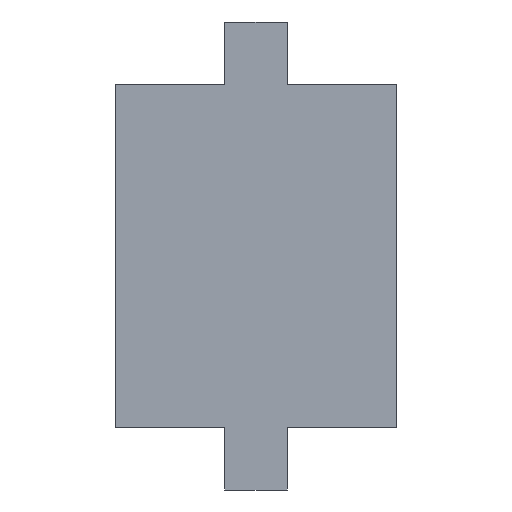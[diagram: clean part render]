
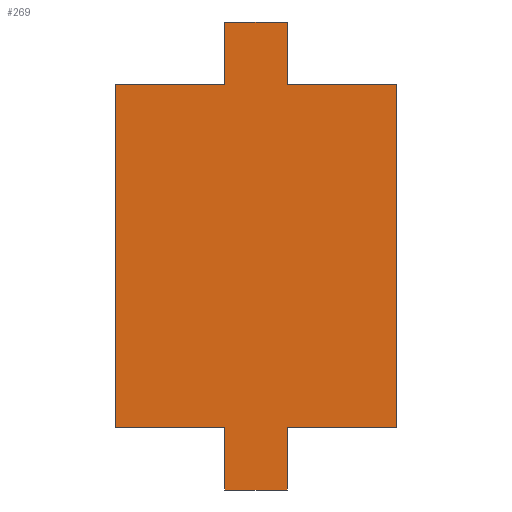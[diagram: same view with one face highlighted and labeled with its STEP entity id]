
A CAD part, front view. The second image highlights one B-rep face of the part: STEP entity #269.
In plain terms, the highlighted planar face has unit normal (0, -1, 0).
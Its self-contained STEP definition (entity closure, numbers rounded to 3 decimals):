
#23=FACE_OUTER_BOUND('',#37,.T.);
#37=EDGE_LOOP('',(#206,#207,#208,#209,#210,#211,#212,#213,#214,#215,#216,
#217));
#49=LINE('',#382,#85);
#53=LINE('',#389,#89);
#57=LINE('',#399,#93);
#61=LINE('',#406,#97);
#62=LINE('',#408,#98);
#64=LINE('',#411,#100);
#66=LINE('',#416,#102);
#67=LINE('',#418,#103);
#68=LINE('',#419,#104);
#69=LINE('',#421,#105);
#70=LINE('',#423,#106);
#71=LINE('',#424,#107);
#85=VECTOR('',#313,1000.);
#89=VECTOR('',#317,1000.);
#93=VECTOR('',#323,1000.);
#97=VECTOR('',#327,1000.);
#98=VECTOR('',#330,1000.);
#100=VECTOR('',#334,1000.);
#102=VECTOR('',#340,1000.);
#103=VECTOR('',#341,1000.);
#104=VECTOR('',#342,1000.);
#105=VECTOR('',#343,1000.);
#106=VECTOR('',#344,1000.);
#107=VECTOR('',#345,1000.);
#119=VERTEX_POINT('',#375);
#121=VERTEX_POINT('',#379);
#122=VERTEX_POINT('',#381);
#125=VERTEX_POINT('',#387);
#127=VERTEX_POINT('',#392);
#129=VERTEX_POINT('',#396);
#130=VERTEX_POINT('',#398);
#133=VERTEX_POINT('',#404);
#134=VERTEX_POINT('',#415);
#135=VERTEX_POINT('',#417);
#136=VERTEX_POINT('',#420);
#137=VERTEX_POINT('',#422);
#145=EDGE_CURVE('',#121,#122,#49,.T.);
#149=EDGE_CURVE('',#125,#119,#53,.T.);
#153=EDGE_CURVE('',#129,#130,#57,.T.);
#157=EDGE_CURVE('',#133,#127,#61,.T.);
#158=EDGE_CURVE('',#130,#125,#62,.T.);
#160=EDGE_CURVE('',#122,#133,#64,.T.);
#162=EDGE_CURVE('',#129,#134,#66,.T.);
#163=EDGE_CURVE('',#134,#135,#67,.T.);
#164=EDGE_CURVE('',#135,#127,#68,.T.);
#165=EDGE_CURVE('',#121,#136,#69,.T.);
#166=EDGE_CURVE('',#136,#137,#70,.T.);
#167=EDGE_CURVE('',#137,#119,#71,.T.);
#206=ORIENTED_EDGE('',*,*,#158,.F.);
#207=ORIENTED_EDGE('',*,*,#153,.F.);
#208=ORIENTED_EDGE('',*,*,#162,.T.);
#209=ORIENTED_EDGE('',*,*,#163,.T.);
#210=ORIENTED_EDGE('',*,*,#164,.T.);
#211=ORIENTED_EDGE('',*,*,#157,.F.);
#212=ORIENTED_EDGE('',*,*,#160,.F.);
#213=ORIENTED_EDGE('',*,*,#145,.F.);
#214=ORIENTED_EDGE('',*,*,#165,.T.);
#215=ORIENTED_EDGE('',*,*,#166,.T.);
#216=ORIENTED_EDGE('',*,*,#167,.T.);
#217=ORIENTED_EDGE('',*,*,#149,.F.);
#255=PLANE('',#297);
#269=ADVANCED_FACE('',(#23),#255,.T.);
#297=AXIS2_PLACEMENT_3D('',#414,#338,#339);
#313=DIRECTION('',(-1.,0.,0.));
#317=DIRECTION('',(-1.,0.,0.));
#323=DIRECTION('',(1.,0.,0.));
#327=DIRECTION('',(1.,0.,0.));
#330=DIRECTION('',(0.,0.,-1.));
#334=DIRECTION('',(0.,0.,1.));
#338=DIRECTION('center_axis',(0.,-1.,0.));
#339=DIRECTION('ref_axis',(0.,0.,-1.));
#340=DIRECTION('',(0.,0.,1.));
#341=DIRECTION('',(-1.,0.,0.));
#342=DIRECTION('',(0.,0.,-1.));
#343=DIRECTION('',(0.,0.,-1.));
#344=DIRECTION('',(1.,0.,0.));
#345=DIRECTION('',(0.,0.,1.));
#375=CARTESIAN_POINT('',(1.,0.,-5.5));
#379=CARTESIAN_POINT('',(-1.,0.,-5.5));
#381=CARTESIAN_POINT('',(-4.5,0.,-5.5));
#382=CARTESIAN_POINT('',(-4.5,0.,-5.5));
#387=CARTESIAN_POINT('',(4.5,0.,-5.5));
#389=CARTESIAN_POINT('',(-4.5,0.,-5.5));
#392=CARTESIAN_POINT('',(-1.,0.,5.5));
#396=CARTESIAN_POINT('',(1.,0.,5.5));
#398=CARTESIAN_POINT('',(4.5,0.,5.5));
#399=CARTESIAN_POINT('',(-4.5,0.,5.5));
#404=CARTESIAN_POINT('',(-4.5,0.,5.5));
#406=CARTESIAN_POINT('',(-4.5,0.,5.5));
#408=CARTESIAN_POINT('',(4.5,0.,5.5));
#411=CARTESIAN_POINT('',(-4.5,0.,5.5));
#414=CARTESIAN_POINT('Origin',(0.,0.,0.));
#415=CARTESIAN_POINT('',(1.,0.,7.5));
#416=CARTESIAN_POINT('',(1.,0.,7.5));
#417=CARTESIAN_POINT('',(-1.,0.,7.5));
#418=CARTESIAN_POINT('',(-1.,0.,7.5));
#419=CARTESIAN_POINT('',(-1.,0.,7.5));
#420=CARTESIAN_POINT('',(-1.,0.,-7.5));
#421=CARTESIAN_POINT('',(-1.,0.,-7.5));
#422=CARTESIAN_POINT('',(1.,0.,-7.5));
#423=CARTESIAN_POINT('',(-1.,0.,-7.5));
#424=CARTESIAN_POINT('',(1.,0.,-7.5));
